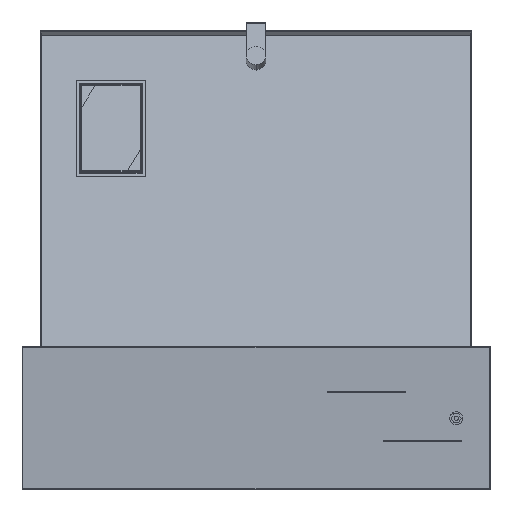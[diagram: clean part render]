
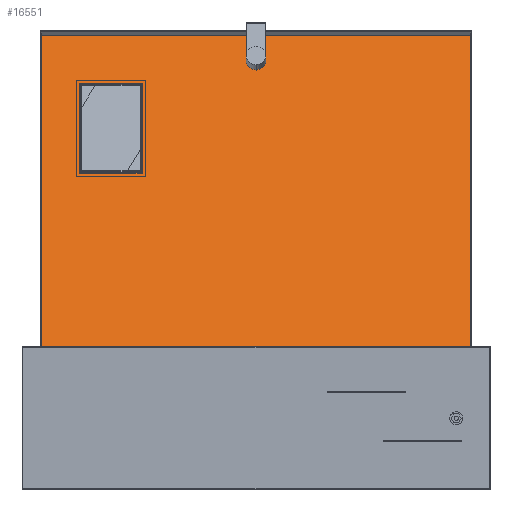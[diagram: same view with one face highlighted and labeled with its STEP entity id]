
A CAD part, left-side view. The second image highlights one B-rep face of the part: STEP entity #16551.
In plain terms, the highlighted face is planar.
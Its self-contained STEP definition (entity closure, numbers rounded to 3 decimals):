
#155 = ORIENTED_EDGE ( 'NONE', *, *, #8152, .T. ) ;
#269 = DIRECTION ( 'NONE',  ( 1., 0., 0. ) ) ;
#461 = CARTESIAN_POINT ( 'NONE',  ( 0., 203.5, -1. ) ) ;
#572 = CARTESIAN_POINT ( 'NONE',  ( 197.5, -247.5, -1. ) ) ;
#651 = DIRECTION ( 'NONE',  ( 0., 0., 1. ) ) ;
#987 = LINE ( 'NONE', #5098, #12267 ) ;
#1117 = LINE ( 'NONE', #6940, #6086 ) ;
#1199 = EDGE_CURVE ( 'NONE', #10679, #10444, #987, .T. ) ;
#1822 = VERTEX_POINT ( 'NONE', #5497 ) ;
#2227 = EDGE_CURVE ( 'NONE', #13973, #4192, #4317, .T. ) ;
#2257 = LINE ( 'NONE', #7760, #5183 ) ;
#2265 = VECTOR ( 'NONE', #7507, 1000. ) ;
#2779 = EDGE_CURVE ( 'NONE', #1822, #3067, #1117, .T. ) ;
#2970 = VECTOR ( 'NONE', #6142, 1000. ) ;
#2972 = VERTEX_POINT ( 'NONE', #14620 ) ;
#3067 = VERTEX_POINT ( 'NONE', #572 ) ;
#3479 = VERTEX_POINT ( 'NONE', #5141 ) ;
#3496 = EDGE_CURVE ( 'NONE', #5602, #14223, #16272, .T. ) ;
#3584 = EDGE_CURVE ( 'NONE', #2972, #5602, #17757, .T. ) ;
#3805 = CARTESIAN_POINT ( 'NONE',  ( -139.5, 0., -1. ) ) ;
#4192 = VERTEX_POINT ( 'NONE', #12313 ) ;
#4279 = ORIENTED_EDGE ( 'NONE', *, *, #14495, .F. ) ;
#4317 = CIRCLE ( 'NONE', #9443, 11.5 ) ;
#4596 = ORIENTED_EDGE ( 'NONE', *, *, #8691, .F. ) ;
#5052 = EDGE_CURVE ( 'NONE', #3479, #2972, #15987, .T. ) ;
#5098 = CARTESIAN_POINT ( 'NONE',  ( 0., 247.5, -1. ) ) ;
#5141 = CARTESIAN_POINT ( 'NONE',  ( -139.5, 131.5, -1. ) ) ;
#5183 = VECTOR ( 'NONE', #9555, 1000. ) ;
#5272 = CIRCLE ( 'NONE', #10431, 11.5 ) ;
#5497 = CARTESIAN_POINT ( 'NONE',  ( -197.5, -247.5, -1. ) ) ;
#5602 = VERTEX_POINT ( 'NONE', #15015 ) ;
#6012 = EDGE_LOOP ( 'NONE', ( #7853, #15630, #12976, #6519 ) ) ;
#6086 = VECTOR ( 'NONE', #9598, 1000. ) ;
#6142 = DIRECTION ( 'NONE',  ( 0., -1., 0. ) ) ;
#6519 = ORIENTED_EDGE ( 'NONE', *, *, #3584, .T. ) ;
#6620 = DIRECTION ( 'NONE',  ( 0., 1., 0. ) ) ;
#6783 = VECTOR ( 'NONE', #15402, 1000. ) ;
#6940 = CARTESIAN_POINT ( 'NONE',  ( 0., -247.5, -1. ) ) ;
#7230 = DIRECTION ( 'NONE',  ( 0., 0., 1. ) ) ;
#7507 = DIRECTION ( 'NONE',  ( 0., -1., 0. ) ) ;
#7760 = CARTESIAN_POINT ( 'NONE',  ( 197.5, 0., -1. ) ) ;
#7853 = ORIENTED_EDGE ( 'NONE', *, *, #3496, .T. ) ;
#7951 = FACE_OUTER_BOUND ( 'NONE', #14362, .T. ) ;
#8013 = CARTESIAN_POINT ( 'NONE',  ( 0., 131.5, -1. ) ) ;
#8152 = EDGE_CURVE ( 'NONE', #4192, #13973, #5272, .T. ) ;
#8360 = CARTESIAN_POINT ( 'NONE',  ( -29.5, 0., -1. ) ) ;
#8691 = EDGE_CURVE ( 'NONE', #10444, #1822, #18099, .T. ) ;
#8822 = DIRECTION ( 'NONE',  ( 1., 0., 0. ) ) ;
#9438 = CARTESIAN_POINT ( 'NONE',  ( 197.5, 247.5, -1. ) ) ;
#9443 = AXIS2_PLACEMENT_3D ( 'NONE', #11531, #14150, #8822 ) ;
#9555 = DIRECTION ( 'NONE',  ( 0., 1., 0. ) ) ;
#9598 = DIRECTION ( 'NONE',  ( 1., 0., 0. ) ) ;
#9803 = EDGE_LOOP ( 'NONE', ( #155, #15126 ) ) ;
#10431 = AXIS2_PLACEMENT_3D ( 'NONE', #13445, #7230, #269 ) ;
#10444 = VERTEX_POINT ( 'NONE', #13516 ) ;
#10679 = VERTEX_POINT ( 'NONE', #9438 ) ;
#11241 = DIRECTION ( 'NONE',  ( -1., 0., 0. ) ) ;
#11531 = CARTESIAN_POINT ( 'NONE',  ( -167.5, 0., -1. ) ) ;
#12267 = VECTOR ( 'NONE', #11241, 1000. ) ;
#12313 = CARTESIAN_POINT ( 'NONE',  ( -156., 0., -1. ) ) ;
#12341 = DIRECTION ( 'NONE',  ( 1., 0., 0. ) ) ;
#12569 = AXIS2_PLACEMENT_3D ( 'NONE', #16463, #651, #12341 ) ;
#12728 = DIRECTION ( 'NONE',  ( 1., 0., 0. ) ) ;
#12840 = VECTOR ( 'NONE', #6620, 1000. ) ;
#12976 = ORIENTED_EDGE ( 'NONE', *, *, #5052, .T. ) ;
#13108 = CARTESIAN_POINT ( 'NONE',  ( -197.5, 0., -1. ) ) ;
#13445 = CARTESIAN_POINT ( 'NONE',  ( -167.5, 0., -1. ) ) ;
#13516 = CARTESIAN_POINT ( 'NONE',  ( -197.5, 247.5, -1. ) ) ;
#13530 = FACE_BOUND ( 'NONE', #6012, .T. ) ;
#13946 = EDGE_CURVE ( 'NONE', #14223, #3479, #15808, .T. ) ;
#13973 = VERTEX_POINT ( 'NONE', #16208 ) ;
#14150 = DIRECTION ( 'NONE',  ( 0., 0., 1. ) ) ;
#14223 = VERTEX_POINT ( 'NONE', #15956 ) ;
#14362 = EDGE_LOOP ( 'NONE', ( #4596, #14579, #4279, #14856 ) ) ;
#14495 = EDGE_CURVE ( 'NONE', #3067, #10679, #2257, .T. ) ;
#14579 = ORIENTED_EDGE ( 'NONE', *, *, #1199, .F. ) ;
#14620 = CARTESIAN_POINT ( 'NONE',  ( -29.5, 131.5, -1. ) ) ;
#14856 = ORIENTED_EDGE ( 'NONE', *, *, #2779, .F. ) ;
#15015 = CARTESIAN_POINT ( 'NONE',  ( -29.5, 203.5, -1. ) ) ;
#15041 = PLANE ( 'NONE',  #12569 ) ;
#15126 = ORIENTED_EDGE ( 'NONE', *, *, #2227, .T. ) ;
#15365 = VECTOR ( 'NONE', #12728, 1000. ) ;
#15402 = DIRECTION ( 'NONE',  ( -1., 0., 0. ) ) ;
#15630 = ORIENTED_EDGE ( 'NONE', *, *, #13946, .T. ) ;
#15808 = LINE ( 'NONE', #3805, #2970 ) ;
#15956 = CARTESIAN_POINT ( 'NONE',  ( -139.5, 203.5, -1. ) ) ;
#15987 = LINE ( 'NONE', #8013, #15365 ) ;
#16208 = CARTESIAN_POINT ( 'NONE',  ( -179., 0., -1. ) ) ;
#16272 = LINE ( 'NONE', #461, #6783 ) ;
#16463 = CARTESIAN_POINT ( 'NONE',  ( 0., 0., -1. ) ) ;
#16551 = ADVANCED_FACE ( 'NONE', ( #13530, #17335, #7951 ), #15041, .F. ) ;
#17335 = FACE_BOUND ( 'NONE', #9803, .T. ) ;
#17757 = LINE ( 'NONE', #8360, #12840 ) ;
#18099 = LINE ( 'NONE', #13108, #2265 ) ;
